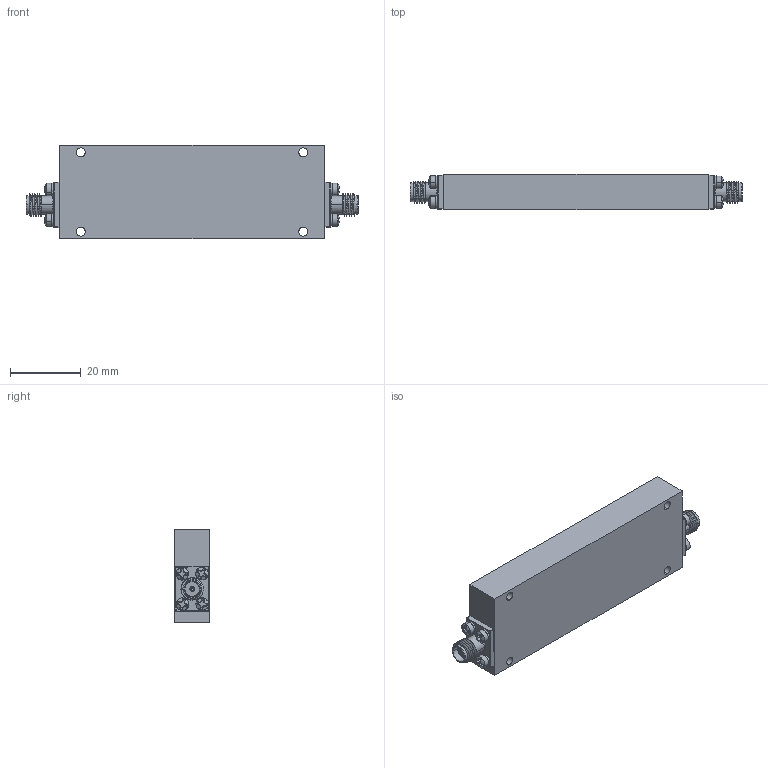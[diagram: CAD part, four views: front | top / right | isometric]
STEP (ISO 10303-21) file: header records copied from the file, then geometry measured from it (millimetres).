
FILE_DESCRIPTION (( 'STEP AP203' ), '1' );
FILE_NAME ('BPF-3D5G-5G-SFF.STEP', '2025-07-14T20:40:36', ( '' ), ( '' ), 'SwSTEP 2.0', 'SolidWorks 2024', '' );
FILE_SCHEMA (( 'CONFIG_CONTROL_DESIGN' ));
Length unit declared in the file: millimetre
Products named in the file (1): BPF-3D5G-5G-SFF
Bounding box: 94.05 x 10.13 x 26.5 mm (x, y, z)
Volume: 20765.8 mm3; surface area: 11474.7 mm2
Topology: 28 solids, 28 shells, 719 faces, 2465 edges, 1891 vertices
Faces by surface type: plane 337, cylinder 166, torus 100, cone 64, sphere 48, bspline 4
Entity records: 32031 total; most frequent: CARTESIAN_POINT 10331, ORIENTED_EDGE 4882, DIRECTION 4163, EDGE_CURVE 2441, VERTEX_POINT 1891, AXIS2_PLACEMENT_3D 1518, VECTOR 1127, LINE 1127
